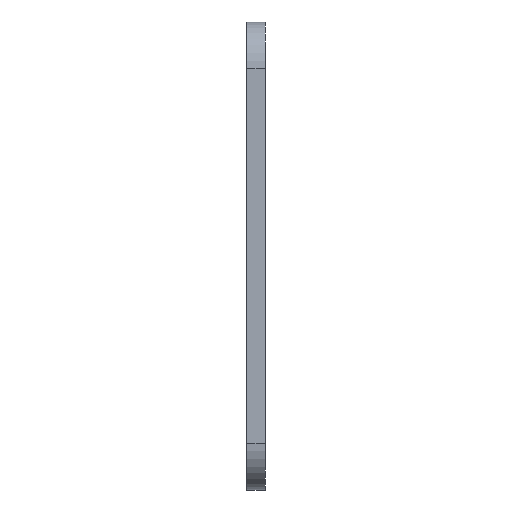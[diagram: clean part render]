
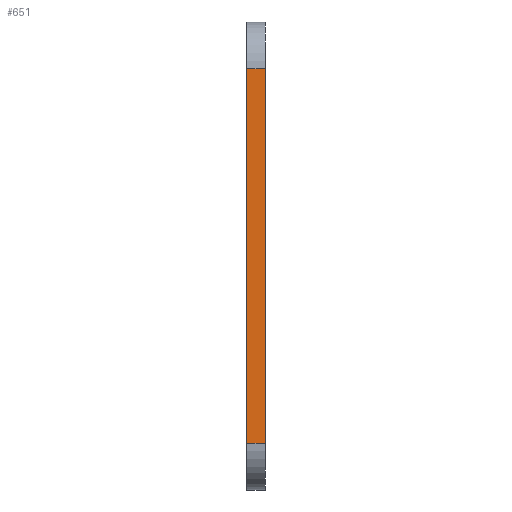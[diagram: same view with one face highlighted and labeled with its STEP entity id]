
A CAD part, left-side view. The second image highlights one B-rep face of the part: STEP entity #651.
In plain terms, the highlighted planar face has unit normal (-1, 0, 0).
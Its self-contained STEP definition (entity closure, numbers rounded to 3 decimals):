
#122=FACE_OUTER_BOUND('',#207,.T.);
#207=EDGE_LOOP('',(#564,#565,#566,#567));
#265=LINE('',#992,#281);
#270=LINE('',#1063,#286);
#274=LINE('',#1121,#290);
#275=LINE('',#1122,#291);
#281=VECTOR('',#787,32.);
#286=VECTOR('',#854,32.);
#290=VECTOR('',#914,1.6);
#291=VECTOR('',#915,1.6);
#357=VERTEX_POINT('',#989);
#358=VERTEX_POINT('',#991);
#392=VERTEX_POINT('',#1060);
#393=VERTEX_POINT('',#1062);
#423=EDGE_CURVE('',#358,#357,#265,.T.);
#458=EDGE_CURVE('',#392,#393,#270,.T.);
#488=EDGE_CURVE('',#357,#393,#274,.T.);
#489=EDGE_CURVE('',#358,#392,#275,.T.);
#564=ORIENTED_EDGE('',*,*,#488,.T.);
#565=ORIENTED_EDGE('',*,*,#458,.F.);
#566=ORIENTED_EDGE('',*,*,#489,.F.);
#567=ORIENTED_EDGE('',*,*,#423,.T.);
#645=PLANE('',#746);
#651=ADVANCED_FACE('',(#122),#645,.T.);
#746=AXIS2_PLACEMENT_3D('',#1120,#912,#913);
#787=DIRECTION('',(0.,0.,-1.));
#854=DIRECTION('',(0.,0.,-1.));
#912=DIRECTION('center_axis',(-1.,0.,0.));
#913=DIRECTION('ref_axis',(0.,0.,1.));
#914=DIRECTION('',(0.,-1.,0.));
#915=DIRECTION('',(0.,-1.,0.));
#989=CARTESIAN_POINT('',(-20.,0.,-16.));
#991=CARTESIAN_POINT('',(-20.,0.,16.));
#992=CARTESIAN_POINT('',(-20.,0.,16.));
#1060=CARTESIAN_POINT('',(-20.,-1.6,16.));
#1062=CARTESIAN_POINT('',(-20.,-1.6,-16.));
#1063=CARTESIAN_POINT('',(-20.,-1.6,16.));
#1120=CARTESIAN_POINT('Origin',(-20.,0.,-20.));
#1121=CARTESIAN_POINT('',(-20.,0.,-16.));
#1122=CARTESIAN_POINT('',(-20.,0.,16.));
